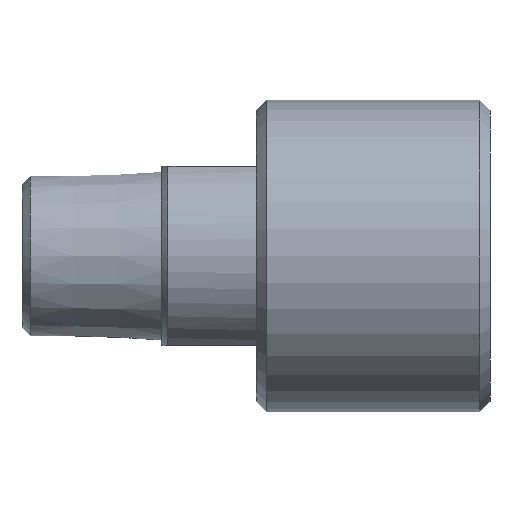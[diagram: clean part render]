
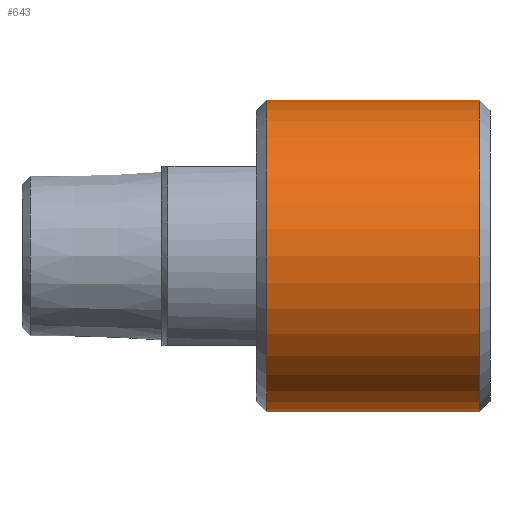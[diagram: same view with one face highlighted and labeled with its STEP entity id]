
A CAD part, front view. The second image highlights one B-rep face of the part: STEP entity #643.
In plain terms, the highlighted cylindrical face has radius 15.24 mm (diameter 30.48 mm), a full revolution.
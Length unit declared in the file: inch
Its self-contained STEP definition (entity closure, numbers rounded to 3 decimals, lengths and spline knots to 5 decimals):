
#609=CARTESIAN_POINT('',(0.942,0.6,0.0));
#610=VERTEX_POINT('',#609);
#611=CARTESIAN_POINT('',(0.942,0.0,0.0));
#612=DIRECTION('',(1.0,0.0,0.0));
#613=DIRECTION('',(0.0,1.0,0.0));
#614=AXIS2_PLACEMENT_3D('',#611,#612,#613);
#615=CIRCLE('',#614,0.6);
#616=EDGE_CURVE('',#610,#610,#615,.T.);
#624=CARTESIAN_POINT('',(1.352,0.0,0.0));
#625=DIRECTION('',(1.0,0.0,0.0));
#626=DIRECTION('',(0.0,1.0,0.0));
#627=AXIS2_PLACEMENT_3D('',#624,#625,#626);
#628=CYLINDRICAL_SURFACE('',#627,0.6);
#629=CARTESIAN_POINT('',(1.762,0.6,0.0));
#630=VERTEX_POINT('',#629);
#631=CARTESIAN_POINT('',(1.762,0.0,0.0));
#632=DIRECTION('',(1.0,0.0,0.0));
#633=DIRECTION('',(0.0,1.0,0.0));
#634=AXIS2_PLACEMENT_3D('',#631,#632,#633);
#635=CIRCLE('',#634,0.6);
#636=EDGE_CURVE('',#630,#630,#635,.T.);
#637=ORIENTED_EDGE('',*,*,#636,.F.);
#638=EDGE_LOOP('',(#637));
#639=FACE_OUTER_BOUND('',#638,.T.);
#640=ORIENTED_EDGE('',*,*,#616,.T.);
#641=EDGE_LOOP('',(#640));
#642=FACE_BOUND('',#641,.T.);
#643=ADVANCED_FACE('',(#639,#642),#628,.T.);
